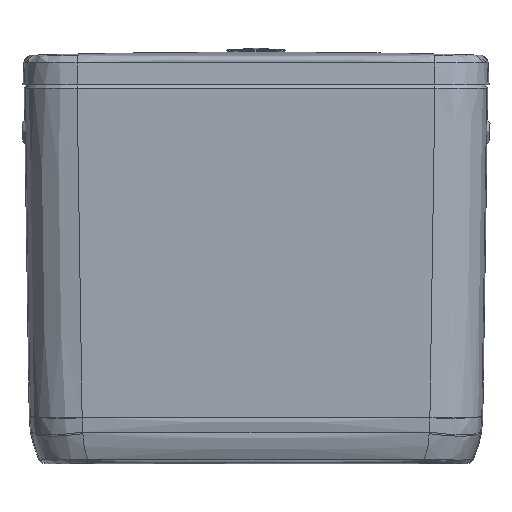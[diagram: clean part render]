
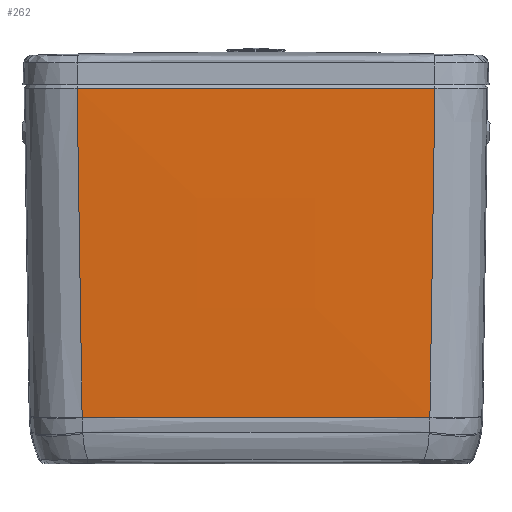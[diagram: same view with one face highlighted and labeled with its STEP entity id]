
A CAD part, front view. The second image highlights one B-rep face of the part: STEP entity #262.
In plain terms, the highlighted free-form (B-spline) face has degree [3, 3] with [4, 4] control points.
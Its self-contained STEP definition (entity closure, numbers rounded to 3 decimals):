
#41=B_SPLINE_SURFACE_WITH_KNOTS('',3,3,((#6630,#6631,#6632,#6633),(#6634,
#6635,#6636,#6637),(#6638,#6639,#6640,#6641),(#6642,#6643,#6644,#6645)),
 .UNSPECIFIED.,.F.,.F.,.F.,(4,4),(4,4),(0.,325.118),(0.,390.011),
 .UNSPECIFIED.);
#262=ADVANCED_FACE('',(#580),#41,.T.);
#580=FACE_OUTER_BOUND('',#902,.T.);
#902=EDGE_LOOP('',(#1400,#1401,#1402,#1403));
#1400=ORIENTED_EDGE('',*,*,#2775,.T.);
#1401=ORIENTED_EDGE('',*,*,#2776,.F.);
#1402=ORIENTED_EDGE('',*,*,#2777,.T.);
#1403=ORIENTED_EDGE('',*,*,#2778,.T.);
#2775=EDGE_CURVE('',#4224,#4222,#3489,.T.);
#2776=EDGE_CURVE('',#4236,#4222,#3490,.T.);
#2777=EDGE_CURVE('',#4236,#4238,#3491,.T.);
#2778=EDGE_CURVE('',#4238,#4224,#3492,.T.);
#3489=B_SPLINE_CURVE_WITH_KNOTS('',3,(#12987,#12988,#12989,#12990),
 .UNSPECIFIED.,.F.,.F.,(4,4),(-365.819,-83.706),
 .UNSPECIFIED.);
#3490=B_SPLINE_CURVE_WITH_KNOTS('',3,(#12991,#12992,#12993,#12994),
 .UNSPECIFIED.,.F.,.F.,(4,4),(43.917,342.302),.UNSPECIFIED.);
#3491=B_SPLINE_CURVE_WITH_KNOTS('',3,(#12995,#12996,#12997,#12998),
 .UNSPECIFIED.,.F.,.F.,(4,4),(-397.609,0.),.UNSPECIFIED.);
#3492=B_SPLINE_CURVE_WITH_KNOTS('',3,(#12999,#13000,#13001,#13002),
 .UNSPECIFIED.,.F.,.F.,(4,4),(43.385,346.626),
 .UNSPECIFIED.);
#4222=VERTEX_POINT('',#12313);
#4224=VERTEX_POINT('',#12315);
#4236=VERTEX_POINT('',#12327);
#4238=VERTEX_POINT('',#12329);
#6630=CARTESIAN_POINT('',(192.366,-79.647,-176.739));
#6631=CARTESIAN_POINT('',(64.039,-82.118,-176.739));
#6632=CARTESIAN_POINT('',(-64.336,-82.118,-176.739));
#6633=CARTESIAN_POINT('',(-192.664,-79.647,-176.739));
#6634=CARTESIAN_POINT('',(194.01,-82.282,-68.406));
#6635=CARTESIAN_POINT('',(64.587,-84.783,-68.406));
#6636=CARTESIAN_POINT('',(-64.885,-84.783,-68.406));
#6637=CARTESIAN_POINT('',(-194.308,-82.282,-68.406));
#6638=CARTESIAN_POINT('',(195.654,-84.917,39.928));
#6639=CARTESIAN_POINT('',(65.135,-87.484,39.928));
#6640=CARTESIAN_POINT('',(-65.433,-87.484,39.928));
#6641=CARTESIAN_POINT('',(-195.952,-84.917,39.928));
#6642=CARTESIAN_POINT('',(197.297,-87.552,148.261));
#6643=CARTESIAN_POINT('',(65.684,-90.149,148.261));
#6644=CARTESIAN_POINT('',(-65.981,-90.149,148.261));
#6645=CARTESIAN_POINT('',(-197.595,-87.552,148.261));
#12313=CARTESIAN_POINT('',(-149.337,-81.371,-136.739));
#12315=CARTESIAN_POINT('',(-153.636,-88.249,145.262));
#12327=CARTESIAN_POINT('',(149.039,-81.371,-136.739));
#12329=CARTESIAN_POINT('',(153.338,-88.249,145.262));
#12987=CARTESIAN_POINT('',(-153.636,-88.249,145.262));
#12988=CARTESIAN_POINT('',(-152.206,-85.96,51.261));
#12989=CARTESIAN_POINT('',(-150.769,-83.662,-42.739));
#12990=CARTESIAN_POINT('',(-149.337,-81.371,-136.739));
#12991=CARTESIAN_POINT('',(149.039,-81.371,-136.739));
#12992=CARTESIAN_POINT('',(49.588,-82.853,-136.739));
#12993=CARTESIAN_POINT('',(-49.886,-82.853,-136.739));
#12994=CARTESIAN_POINT('',(-149.337,-81.371,-136.739));
#12995=CARTESIAN_POINT('',(149.039,-81.371,-136.739));
#12996=CARTESIAN_POINT('',(150.471,-83.662,-42.739));
#12997=CARTESIAN_POINT('',(151.908,-85.96,51.261));
#12998=CARTESIAN_POINT('',(153.338,-88.249,145.262));
#12999=CARTESIAN_POINT('',(153.338,-88.249,145.262));
#13000=CARTESIAN_POINT('',(51.021,-89.819,145.262));
#13001=CARTESIAN_POINT('',(-51.319,-89.819,145.262));
#13002=CARTESIAN_POINT('',(-153.636,-88.249,145.262));
